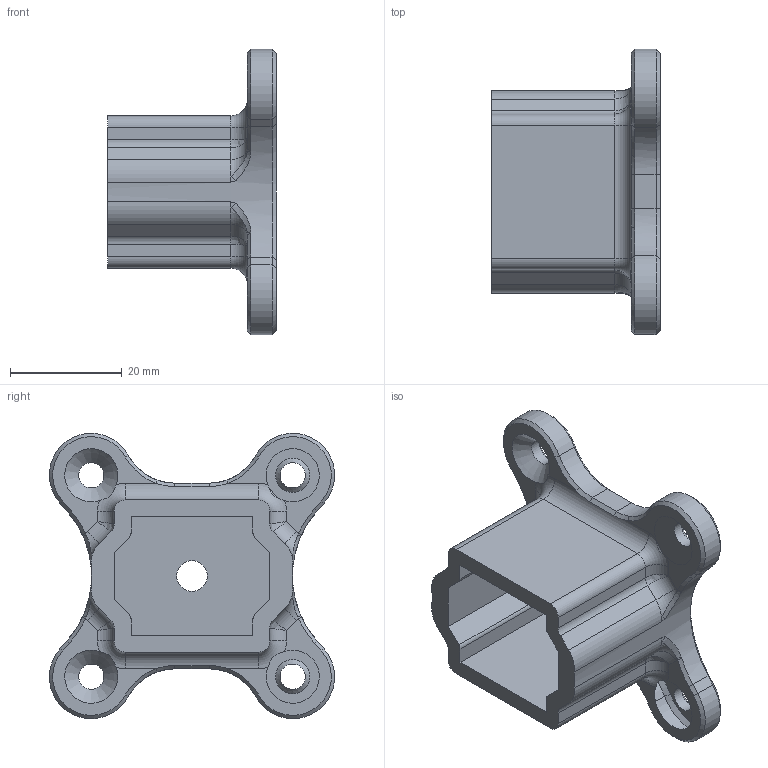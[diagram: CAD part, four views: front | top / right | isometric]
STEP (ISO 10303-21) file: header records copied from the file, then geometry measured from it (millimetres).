
FILE_DESCRIPTION(/* description */ (''),/* implementation_level */ '2;1');
FILE_NAME(/* name */ 'Flat Mount.step',/* time_stamp */ '2020-12-27T20:18:10+01:00',/* author */ (''),/* organization */ (''),/* preprocessor_version */ 'ST-DEVELOPER v18.1',/* originating_system */ 'Autodesk Translation Framework v9.7.1.1290',/* authorisation */ '');
FILE_SCHEMA (('AUTOMOTIVE_DESIGN { 1 0 10303 214 3 1 1 }'));
Length unit declared in the file: millimetre
Products named in the file (2): Zatezac; Mount
Assembly tree (1 placements, depth 2):
  Zatezac
    Mount
Bounding box: 30.2 x 50.98 x 50.97 mm (x, y, z)
Volume: 17079.2 mm3; surface area: 9719.8 mm2
Topology: 1 solids, 1 shells, 147 faces, 375 edges, 219 vertices
Faces by surface type: plane 47, cylinder 41, cone 31, bspline 20, torus 8
Full cylindrical faces by diameter (mm): 4.5 x4, 5.5 x1
Entity records: 4767 total; most frequent: CARTESIAN_POINT 1252, ORIENTED_EDGE 734, DIRECTION 720, EDGE_CURVE 367, AXIS2_PLACEMENT_3D 263, VERTEX_POINT 219, LINE 194, VECTOR 194
